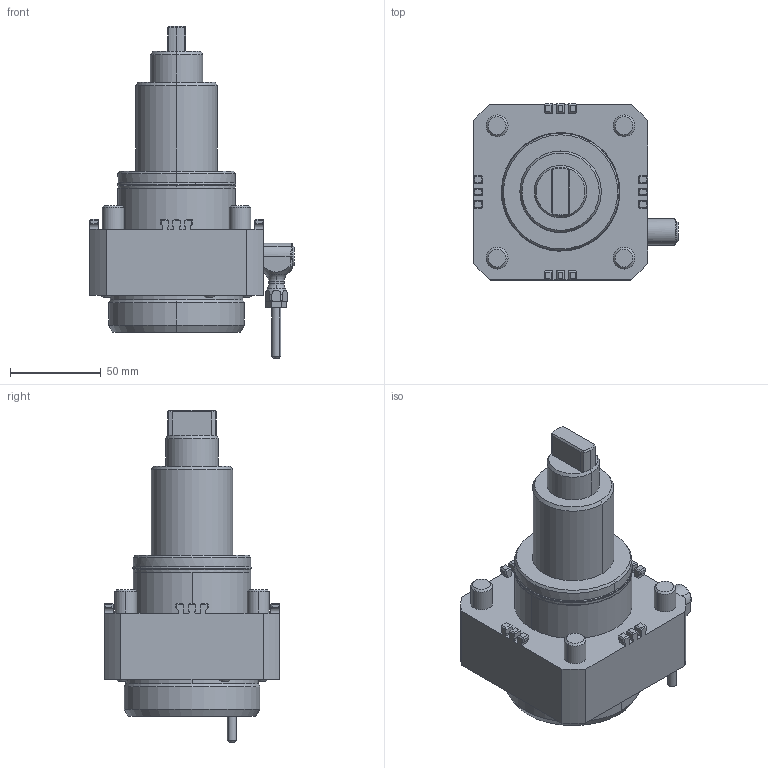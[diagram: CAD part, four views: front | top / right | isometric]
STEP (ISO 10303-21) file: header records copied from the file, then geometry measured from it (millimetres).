
FILE_DESCRIPTION(('HOOPS Exchange Step'),'2;1');
FILE_NAME('Modelcomposition.stp','2024-05-01T08:59:54+00:00',('toolarena-modelservice-ewspro'),('Unknown organisation'),'HOOPS Exchange 2021.2','HOOPS Exchange','Unknown authorisation');
FILE_SCHEMA( ('AP242_MANAGED_MODEL_BASED_3D_ENGINEERING_MIM_LF {1 0 10303 442 1 1 4 }') );
Length unit declared in the file: millimetre
Products named in the file (1): EWS_225971_DIN4003
Bounding box: 113 x 97 x 183.1 mm (x, y, z)
Volume: 620457 mm3; surface area: 57603.8 mm2
Topology: 1 solids, 1 shells, 304 faces, 775 edges, 490 vertices
Faces by surface type: plane 167, cylinder 74, cone 42, torus 16, bspline 5
Entity records: 9590 total; most frequent: CARTESIAN_POINT 2137, DIRECTION 1587, ORIENTED_EDGE 1550, EDGE_CURVE 775, AXIS2_PLACEMENT_3D 568, VERTEX_POINT 490, VECTOR 451, LINE 451
